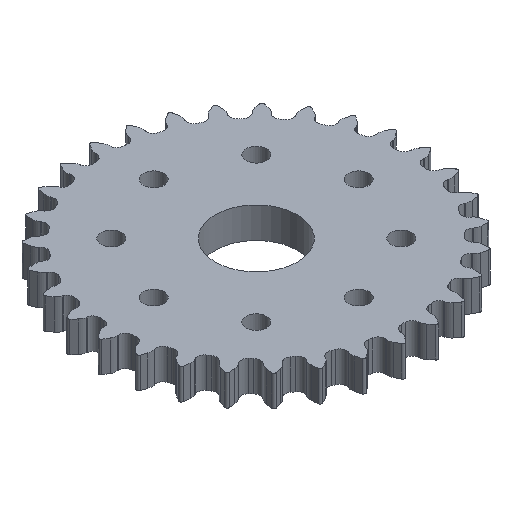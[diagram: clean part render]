
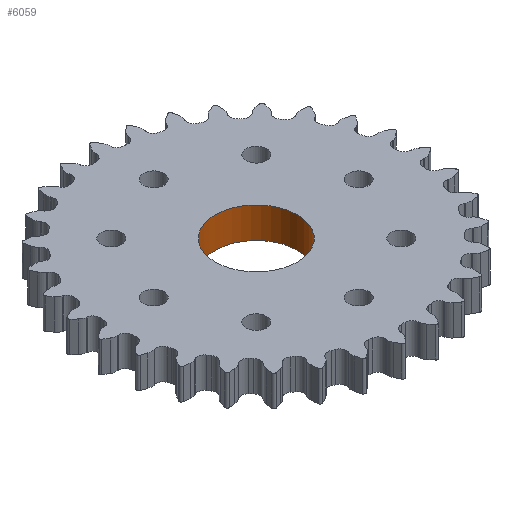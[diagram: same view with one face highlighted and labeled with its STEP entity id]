
A CAD part, isometric view. The second image highlights one B-rep face of the part: STEP entity #6059.
In plain terms, the highlighted cylindrical face has radius 6 mm (diameter 12 mm), a full revolution.
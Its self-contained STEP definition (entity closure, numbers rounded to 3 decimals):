
#171=FACE_OUTER_BOUND('',#492,.T.);
#492=EDGE_LOOP('',(#3974,#3975,#3976,#3977));
#831=LINE('',#9148,#1398);
#1398=VECTOR('',#7163,6.);
#1973=CIRCLE('',#6412,6.);
#1974=CIRCLE('',#6413,6.);
#2363=VERTEX_POINT('',#9145);
#2364=VERTEX_POINT('',#9147);
#3009=EDGE_CURVE('',#2363,#2363,#1973,.T.);
#3010=EDGE_CURVE('',#2363,#2364,#831,.T.);
#3011=EDGE_CURVE('',#2364,#2364,#1974,.T.);
#3974=ORIENTED_EDGE('',*,*,#3009,.F.);
#3975=ORIENTED_EDGE('',*,*,#3010,.T.);
#3976=ORIENTED_EDGE('',*,*,#3011,.F.);
#3977=ORIENTED_EDGE('',*,*,#3010,.F.);
#5864=CYLINDRICAL_SURFACE('',#6411,6.);
#6059=ADVANCED_FACE('',(#171),#5864,.F.);
#6411=AXIS2_PLACEMENT_3D('',#9144,#7159,#7160);
#6412=AXIS2_PLACEMENT_3D('',#9146,#7161,#7162);
#6413=AXIS2_PLACEMENT_3D('',#9149,#7164,#7165);
#7159=DIRECTION('center_axis',(0.,0.,1.));
#7160=DIRECTION('ref_axis',(1.,0.,0.));
#7161=DIRECTION('center_axis',(0.,0.,1.));
#7162=DIRECTION('ref_axis',(1.,0.,0.));
#7163=DIRECTION('',(0.,0.,1.));
#7164=DIRECTION('center_axis',(0.,0.,-1.));
#7165=DIRECTION('ref_axis',(1.,0.,0.));
#9144=CARTESIAN_POINT('Origin',(0.,0.,0.));
#9145=CARTESIAN_POINT('',(-6.,0.,0.));
#9146=CARTESIAN_POINT('Origin',(0.,0.,0.));
#9147=CARTESIAN_POINT('',(-6.,0.,4.5));
#9148=CARTESIAN_POINT('',(-6.,0.,0.));
#9149=CARTESIAN_POINT('Origin',(0.,0.,4.5));
